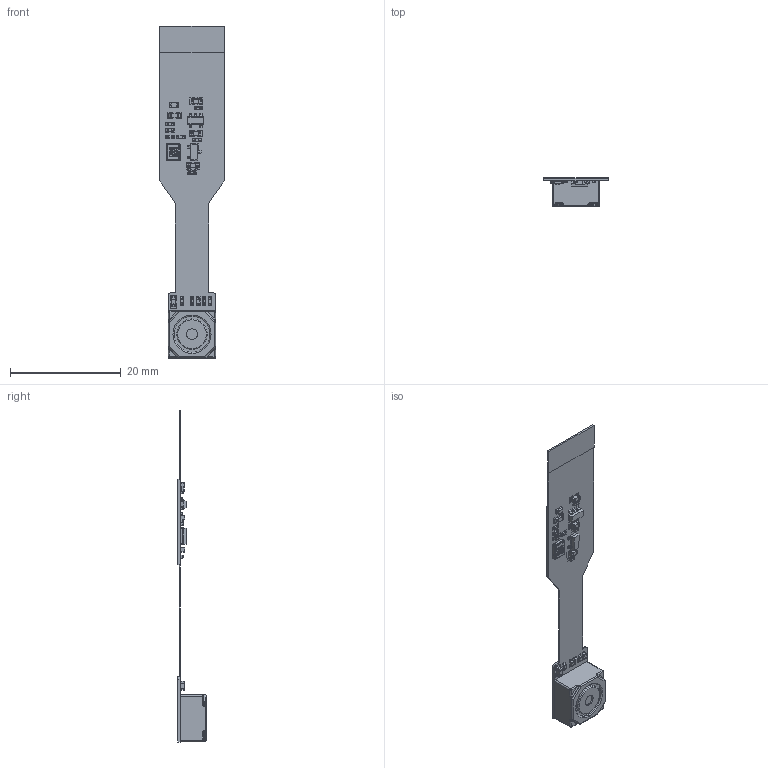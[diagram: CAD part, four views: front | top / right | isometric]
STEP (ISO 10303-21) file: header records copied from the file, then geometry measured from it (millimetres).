
FILE_DESCRIPTION (( 'STEP AP214' ), '1' );
FILE_NAME ('ov5647af_rpi_camera.STEP', '2022-01-29T20:28:56', ( '' ), ( '' ), 'SwSTEP 2.0', 'SolidWorks 2021', '' );
FILE_SCHEMA (( 'AUTOMOTIVE_DESIGN' ));
Length unit declared in the file: millimetre
Products named in the file (10): SOT23-3.step; Ceramic_Capacitor_0603_h32mil; Resistor_0402_Solder; SOT23-5.step; 3225 SMD Crystal Oscillator.step; ov5647af-flex+camera; Resistor_0603_Solder; ov5647af_rpi_camera; LED 0603 single color.stp; Ceramic_Capacitor_0402_h20mil_Solder
Assembly tree (22 placements, depth 2):
  ov5647af_rpi_camera
    ov5647af-flex+camera
    Resistor_0402_Solder  x6
    3225 SMD Crystal Oscillator.step
    Ceramic_Capacitor_0402_h20mil_Solder  x6
    Resistor_0603_Solder
    SOT23-3.step
    SOT23-5.step
    Ceramic_Capacitor_0603_h32mil  x4
    LED 0603 single color.stp
Bounding box: 11.6 x 5.1 x 60 mm (x, y, z)
Volume: 512.9 mm3; surface area: 1565.7 mm2
Topology: 80 solids, 80 shells, 1992 faces, 4932 edges, 3078 vertices
Faces by surface type: plane 954, bspline 646, cylinder 320, sphere 48, torus 20, cone 4
Entity records: 38718 total; most frequent: CARTESIAN_POINT 14976, ORIENTED_EDGE 4112, DIRECTION 3049, EDGE_CURVE 2056, VERTEX_POINT 1310, LINE 1091, VECTOR 1091, AXIS2_PLACEMENT_3D 979
